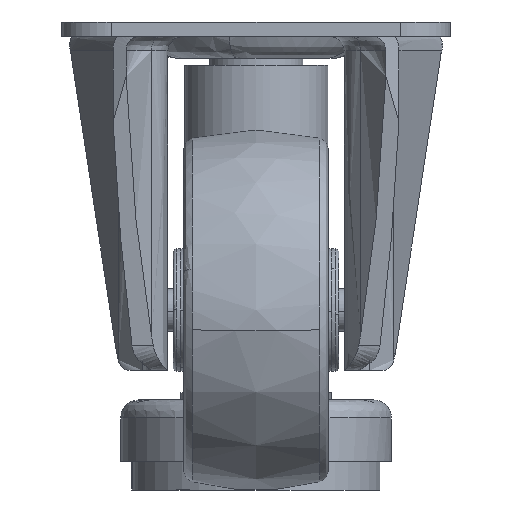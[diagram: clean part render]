
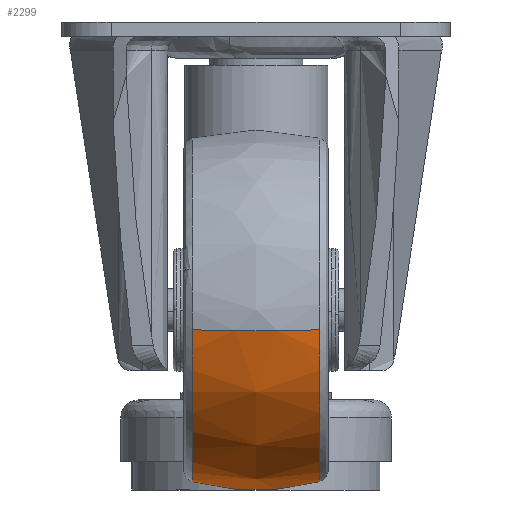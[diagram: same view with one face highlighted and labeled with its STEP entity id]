
A CAD part, left-side view. The second image highlights one B-rep face of the part: STEP entity #2299.
In plain terms, the highlighted free-form (B-spline) face has degree [2, 2] with [5, 5] control points.
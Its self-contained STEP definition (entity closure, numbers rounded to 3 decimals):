
#1771=CARTESIAN_POINT('',(-19.,8.881,-63.855));
#1772=VERTEX_POINT('',#1771);
#1788=CARTESIAN_POINT('',(-42.695,8.881,-42.754));
#1789=VERTEX_POINT('',#1788);
#1790=CARTESIAN_POINT('',(-19.,8.881,-63.855));
#1791=CARTESIAN_POINT('',(-40.242,8.881,-63.855));
#1792=CARTESIAN_POINT('',(-42.695,8.881,-42.754));
#1800=(BOUNDED_CURVE()B_SPLINE_CURVE(2,(#1790,#1791,#1792),.UNSPECIFIED.,.F.,.U.)B_SPLINE_CURVE_WITH_KNOTS((3,3),(0.5,0.73),.UNSPECIFIED.)CURVE()GEOMETRIC_REPRESENTATION_ITEM()RATIONAL_B_SPLINE_CURVE((1.0,0.731,0.957))REPRESENTATION_ITEM(''));
#1801=EDGE_CURVE('',#1772,#1789,#1800,.T.);
#1974=CARTESIAN_POINT('',(-19.,-8.881,-63.855));
#1975=VERTEX_POINT('',#1974);
#2081=CARTESIAN_POINT('',(-42.695,-8.881,-42.754));
#2082=VERTEX_POINT('',#2081);
#2098=CARTESIAN_POINT('',(-19.,-8.881,-63.855));
#2099=CARTESIAN_POINT('',(-40.242,-8.881,-63.855));
#2100=CARTESIAN_POINT('',(-42.695,-8.881,-42.754));
#2108=(BOUNDED_CURVE()B_SPLINE_CURVE(2,(#2098,#2099,#2100),.UNSPECIFIED.,.F.,.U.)B_SPLINE_CURVE_WITH_KNOTS((3,3),(0.5,0.73),.UNSPECIFIED.)CURVE()GEOMETRIC_REPRESENTATION_ITEM()RATIONAL_B_SPLINE_CURVE((1.0,0.731,0.957))REPRESENTATION_ITEM(''));
#2109=EDGE_CURVE('',#1975,#2082,#2108,.T.);
#2221=CARTESIAN_POINT('',(-42.695,8.881,-42.754));
#2222=CARTESIAN_POINT('',(-43.833,4.514,-42.887));
#2223=CARTESIAN_POINT('',(-43.833,0.,-42.887));
#2224=CARTESIAN_POINT('',(-43.833,-4.514,-42.887));
#2225=CARTESIAN_POINT('',(-42.695,-8.881,-42.754));
#2233=(BOUNDED_CURVE()B_SPLINE_CURVE(2,(#2221,#2222,#2223,#2224,#2225),.UNSPECIFIED.,.F.,.U.)B_SPLINE_CURVE_WITH_KNOTS((3,2,3),(0.397,0.5,0.603),.UNSPECIFIED.)CURVE()GEOMETRIC_REPRESENTATION_ITEM()RATIONAL_B_SPLINE_CURVE((0.895,0.918,0.957,0.918,0.895))REPRESENTATION_ITEM(''));
#2234=EDGE_CURVE('',#1789,#2082,#2233,.T.);
#2240=CARTESIAN_POINT('',(-19.,8.881,-63.855));
#2241=CARTESIAN_POINT('',(-19.,4.514,-65.));
#2242=CARTESIAN_POINT('',(-19.,0.,-65.));
#2243=CARTESIAN_POINT('',(-19.,-4.514,-65.));
#2244=CARTESIAN_POINT('',(-19.,-8.881,-63.855));
#2252=(BOUNDED_CURVE()B_SPLINE_CURVE(2,(#2240,#2241,#2242,#2243,#2244),.UNSPECIFIED.,.F.,.U.)B_SPLINE_CURVE_WITH_KNOTS((3,2,3),(0.397,0.5,0.603),.UNSPECIFIED.)CURVE()GEOMETRIC_REPRESENTATION_ITEM()RATIONAL_B_SPLINE_CURVE((0.935,0.959,1.0,0.959,0.935))REPRESENTATION_ITEM(''));
#2253=EDGE_CURVE('',#1772,#1975,#2252,.T.);
#2260=CARTESIAN_POINT('',(-18.847,9.774,-63.607));
#2261=CARTESIAN_POINT('',(-18.838,4.986,-65.));
#2262=CARTESIAN_POINT('',(-18.838,0.0,-65.));
#2263=CARTESIAN_POINT('',(-18.838,-4.986,-65.));
#2264=CARTESIAN_POINT('',(-18.847,-9.774,-63.607));
#2265=CARTESIAN_POINT('',(-18.923,9.774,-63.607));
#2266=CARTESIAN_POINT('',(-18.919,4.986,-65.));
#2267=CARTESIAN_POINT('',(-18.919,0.0,-65.));
#2268=CARTESIAN_POINT('',(-18.919,-4.986,-65.));
#2269=CARTESIAN_POINT('',(-18.923,-9.774,-63.607));
#2270=CARTESIAN_POINT('',(-40.022,9.774,-63.607));
#2271=CARTESIAN_POINT('',(-41.262,4.986,-65.));
#2272=CARTESIAN_POINT('',(-41.262,0.0,-65.));
#2273=CARTESIAN_POINT('',(-41.262,-4.986,-65.));
#2274=CARTESIAN_POINT('',(-40.022,-9.774,-63.607));
#2275=CARTESIAN_POINT('',(-42.459,9.774,-42.646));
#2276=CARTESIAN_POINT('',(-43.843,4.986,-42.802));
#2277=CARTESIAN_POINT('',(-43.843,0.0,-42.802));
#2278=CARTESIAN_POINT('',(-43.843,-4.986,-42.802));
#2279=CARTESIAN_POINT('',(-42.459,-9.774,-42.646));
#2280=CARTESIAN_POINT('',(-42.468,9.774,-42.567));
#2281=CARTESIAN_POINT('',(-43.852,4.986,-42.718));
#2282=CARTESIAN_POINT('',(-43.852,0.0,-42.718));
#2283=CARTESIAN_POINT('',(-43.852,-4.986,-42.718));
#2284=CARTESIAN_POINT('',(-42.468,-9.774,-42.567));
#2292=(BOUNDED_SURFACE()B_SPLINE_SURFACE(2,2,((#2260,#2265,#2270,#2275,#2280),(#2261,#2266,#2271,#2276,#2281),(#2262,#2267,#2272,#2277,#2282),(#2263,#2268,#2273,#2278,#2283),(#2264,#2269,#2274,#2279,#2284)),.UNSPECIFIED.,.F.,.F.,.U.)B_SPLINE_SURFACE_WITH_KNOTS((3,2,3),(3,1,1,3),(0.0,10.236,20.473),(0.0,0.19,38.256,38.447),.UNSPECIFIED.)GEOMETRIC_REPRESENTATION_ITEM()RATIONAL_B_SPLINE_SURFACE(((0.933,0.932,0.68,0.891,0.892),(0.957,0.956,0.698,0.915,0.916),(1.003,1.001,0.731,0.958,0.959),(0.957,0.956,0.698,0.915,0.916),(0.933,0.932,0.68,0.891,0.892)))REPRESENTATION_ITEM('')SURFACE());
#2293=ORIENTED_EDGE('',*,*,#1801,.F.);
#2294=ORIENTED_EDGE('',*,*,#2253,.T.);
#2295=ORIENTED_EDGE('',*,*,#2109,.T.);
#2296=ORIENTED_EDGE('',*,*,#2234,.F.);
#2297=EDGE_LOOP('',(#2293,#2294,#2295,#2296));
#2298=FACE_OUTER_BOUND('',#2297,.T.);
#2299=ADVANCED_FACE('',(#2298),#2292,.T.);
